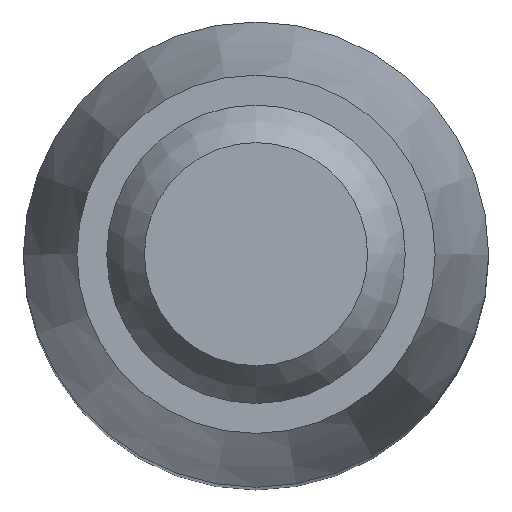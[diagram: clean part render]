
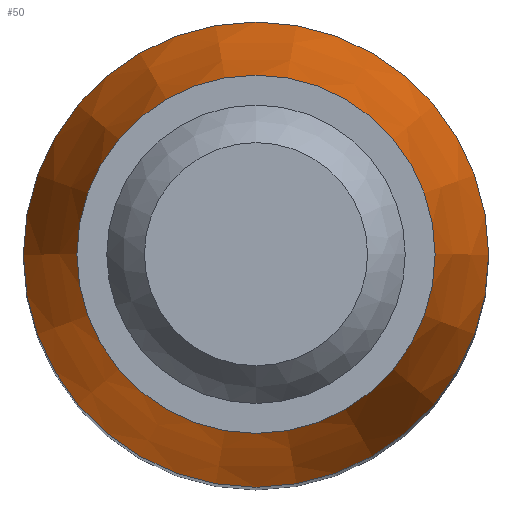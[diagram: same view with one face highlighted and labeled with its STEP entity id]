
A CAD part, top view. The second image highlights one B-rep face of the part: STEP entity #50.
In plain terms, the highlighted conical face has half-angle 14.34 degrees and reference radius 3.85 mm.
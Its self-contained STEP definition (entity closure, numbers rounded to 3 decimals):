
#50 = ADVANCED_FACE( '', ( #110, #111 ), #112, .T. );
#110 = FACE_OUTER_BOUND( '', #184, .T. );
#111 = FACE_BOUND( '', #185, .T. );
#112 = CONICAL_SURFACE( '', #186, 3.85, 0.25 );
#184 = EDGE_LOOP( '', ( #266 ) );
#185 = EDGE_LOOP( '', ( #267 ) );
#186 = AXIS2_PLACEMENT_3D( '', #268, #269, #270 );
#266 = ORIENTED_EDGE( '', *, *, #410, .F. );
#267 = ORIENTED_EDGE( '', *, *, #411, .F. );
#268 = CARTESIAN_POINT( '', ( 0., 0., 38.85 ) );
#269 = DIRECTION( '', ( 0., 0., -1. ) );
#270 = DIRECTION( '', ( -1., 0., 0. ) );
#410 = EDGE_CURVE( '', #477, #477, #478, .F. );
#411 = EDGE_CURVE( '', #479, #479, #480, .T. );
#477 = VERTEX_POINT( '', #566 );
#478 = CIRCLE( '', #567, 5. );
#479 = VERTEX_POINT( '', #568 );
#480 = CIRCLE( '', #569, 3.85 );
#566 = CARTESIAN_POINT( '', ( 5., 0., 34.35 ) );
#567 = AXIS2_PLACEMENT_3D( '', #651, #652, #653 );
#568 = CARTESIAN_POINT( '', ( 3.85, 0., 38.85 ) );
#569 = AXIS2_PLACEMENT_3D( '', #654, #655, #656 );
#651 = CARTESIAN_POINT( '', ( 0., 0., 34.35 ) );
#652 = DIRECTION( '', ( 0., 0., 1. ) );
#653 = DIRECTION( '', ( 1., 0., 0. ) );
#654 = CARTESIAN_POINT( '', ( 0., 0., 38.85 ) );
#655 = DIRECTION( '', ( 0., 0., 1. ) );
#656 = DIRECTION( '', ( 1., 0., 0. ) );
